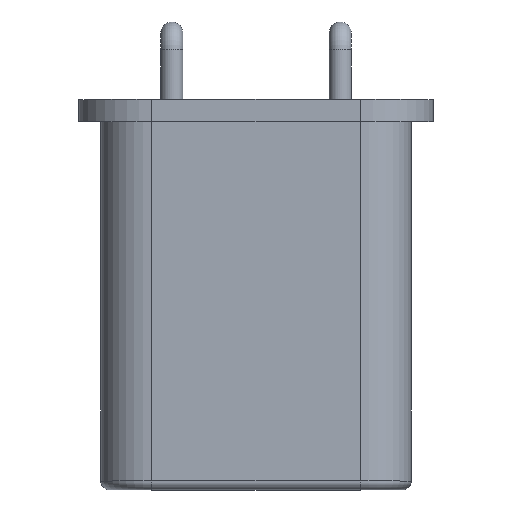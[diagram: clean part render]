
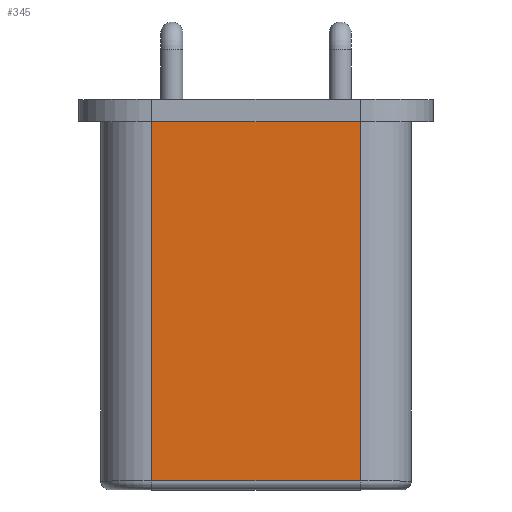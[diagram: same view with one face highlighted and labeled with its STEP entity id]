
A CAD part, top view. The second image highlights one B-rep face of the part: STEP entity #345.
In plain terms, the highlighted planar face has unit normal (0, 0, 1).
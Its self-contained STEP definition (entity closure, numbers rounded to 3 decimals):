
#34=DIRECTION('',(1.,0.,0.));
#48=DIRECTION('',(-1.,0.,0.));
#99=CARTESIAN_POINT('',(4.25,-1.5,2.9));
#113=CARTESIAN_POINT('',(-0.45,-1.5,2.9));
#279=VERTEX_POINT('',#280);
#280=CARTESIAN_POINT('',(-0.45,-2.,2.9));
#289=VECTOR('',#290,1.);
#290=DIRECTION('',(1.,0.,0.));
#293=VERTEX_POINT('',#294);
#294=CARTESIAN_POINT('',(4.25,-2.,2.9));
#297=ORIENTED_EDGE('',*,*,#298,.F.);
#298=EDGE_CURVE('',#279,#293,#299,.T.);
#299=LINE('',#280,#289);
#323=ORIENTED_EDGE('',*,*,#324,.T.);
#324=EDGE_CURVE('',#279,#325,#327,.T.);
#325=VERTEX_POINT('',#326);
#326=CARTESIAN_POINT('',(-0.45,-10.1,2.9));
#327=LINE('',#113,#328);
#328=VECTOR('',#329,1.);
#329=DIRECTION('',(0.,-1.,0.));
#345=ADVANCED_FACE('',(#346),#357,.T.);
#346=FACE_BOUND('',#347,.T.);
#347=EDGE_LOOP('',(#297,#323,#348,#354));
#348=ORIENTED_EDGE('',*,*,#349,.F.);
#349=EDGE_CURVE('',#350,#325,#352,.T.);
#350=VERTEX_POINT('',#351);
#351=CARTESIAN_POINT('',(4.25,-10.1,2.9));
#352=LINE('',#351,#353);
#353=VECTOR('',#48,1.);
#354=ORIENTED_EDGE('',*,*,#355,.F.);
#355=EDGE_CURVE('',#293,#350,#356,.T.);
#356=LINE('',#99,#328);
#357=PLANE('',#358);
#358=AXIS2_PLACEMENT_3D('',#113,#359,#34);
#359=DIRECTION('',(0.,0.,1.));
